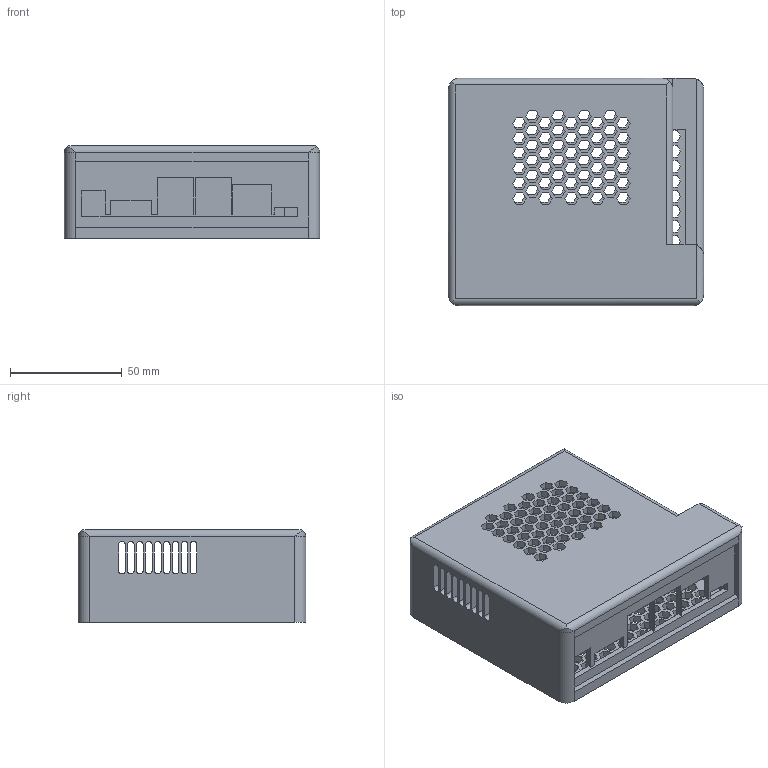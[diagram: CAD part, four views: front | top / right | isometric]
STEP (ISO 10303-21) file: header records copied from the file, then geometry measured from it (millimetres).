
FILE_DESCRIPTION(/* description */ (''),/* implementation_level */ '2;1');
FILE_NAME(/* name */ 'Jetson Enclosure(v1).step',/* time_stamp */ '2025-08-31T15:23:51+07:00',/* author */ (''),/* organization */ (''),/* preprocessor_version */ 'ST-DEVELOPER v20.1',/* originating_system */ 'Autodesk Translation Framework v14.10.0.0',/* authorisation */ '');
FILE_SCHEMA (('AUTOMOTIVE_DESIGN { 1 0 10303 214 3 1 1 }'));
Length unit declared in the file: centimetre
Products named in the file (2): Jetson Enclosure(v1); Frame Box
Assembly tree (1 placements, depth 2):
  Jetson Enclosure(v1)
    Frame Box
Bounding box: 114 x 101.52 x 41.5 mm (x, y, z)
Volume: 101472.2 mm3; surface area: 75251.2 mm2
Topology: 1 solids, 1 shells, 1735 faces, 5191 edges, 3457 vertices
Faces by surface type: plane 1679, cylinder 56
Entity records: 58490 total; most frequent: CARTESIAN_POINT 10476, ORIENTED_EDGE 10382, DIRECTION 8761, EDGE_CURVE 5191, LINE 5073, VECTOR 5073, VERTEX_POINT 3457, EDGE_LOOP 2298
